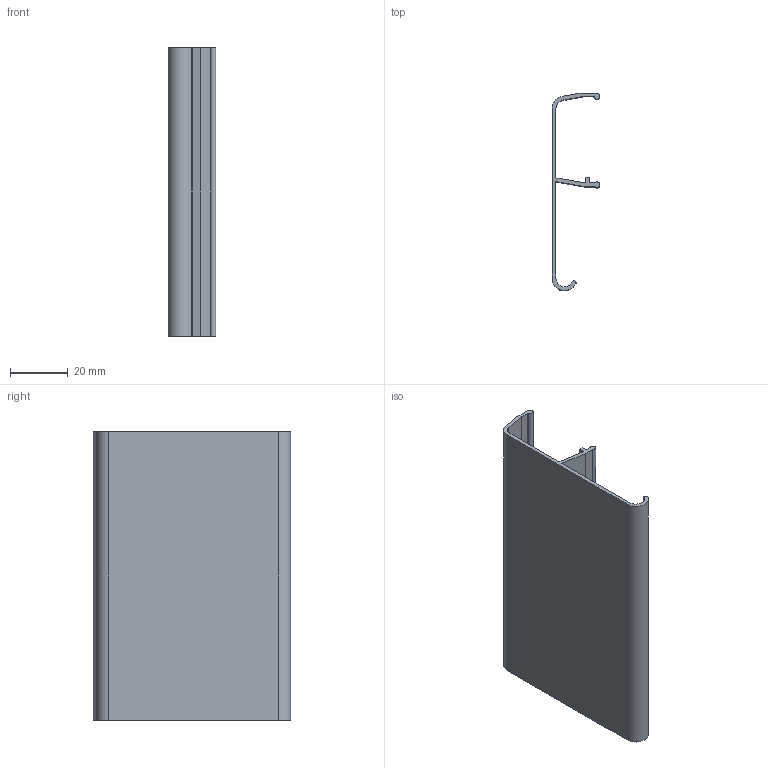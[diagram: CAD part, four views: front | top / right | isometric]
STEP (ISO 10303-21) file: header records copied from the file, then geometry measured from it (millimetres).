
FILE_DESCRIPTION(('STEP AP203'),'2;1');
FILE_NAME('23.083.01.stp','2011-02-11T10:27:51',(''),(''),'2009.3.110','THINKDESIGN','');
FILE_SCHEMA(('CONFIG_CONTROL_DESIGN'));
Length unit declared in the file: millimetre
Bounding box: 16.5 x 68.34 x 100 mm (x, y, z)
Volume: 13643.4 mm3; surface area: 21410.8 mm2
Topology: 1 solids, 1 shells, 28 faces, 78 edges, 52 vertices
Faces by surface type: plane 18, cylinder 10
Entity records: 995 total; most frequent: CARTESIAN_POINT 158, ORIENTED_EDGE 156, DIRECTION 154, EDGE_CURVE 78, VECTOR 58, LINE 58, VERTEX_POINT 52, AXIS2_PLACEMENT_3D 48
